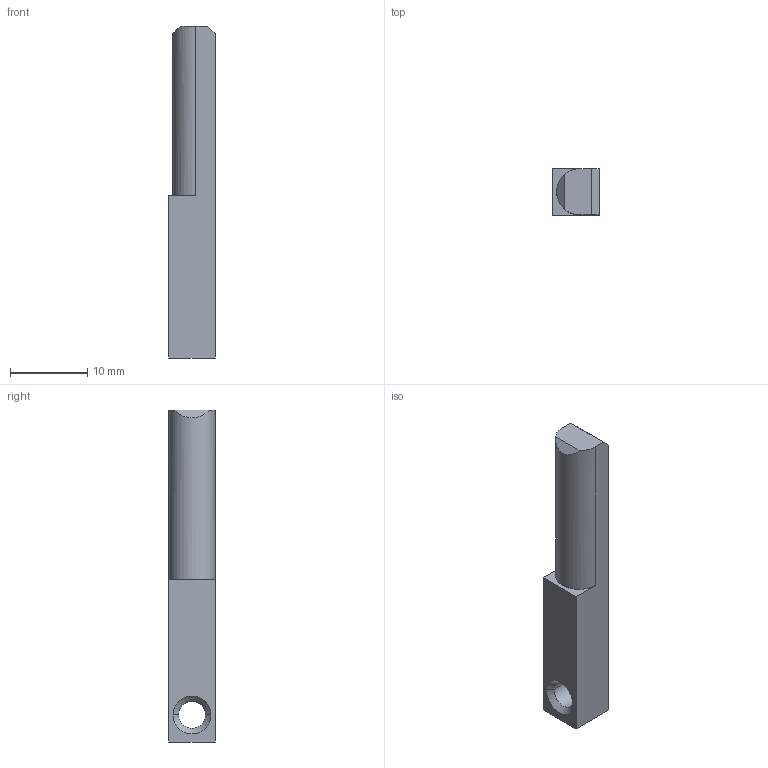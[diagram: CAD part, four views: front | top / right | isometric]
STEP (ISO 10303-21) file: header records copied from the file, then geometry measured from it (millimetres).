
FILE_DESCRIPTION(('CATIA V5 STEP Exchange'),'2;1');
FILE_NAME('Spring guide stoper.stp','2020-08-11T07:31:38+00:00',('none'),('none'),'CATIA Version 5 Release 19 GA (IN-10)','CATIA V5 STEP AP203','none');
FILE_SCHEMA(('CONFIG_CONTROL_DESIGN'));
Length unit declared in the file: millimetre
Products named in the file (1): Spring guide  stoper
Bounding box: 6 x 6 x 43 mm (x, y, z)
Volume: 1312.6 mm3; surface area: 1065.9 mm2
Topology: 1 solids, 1 shells, 18 faces, 45 edges, 28 vertices
Faces by surface type: plane 9, cone 6, cylinder 3
Entity records: 553 total; most frequent: CARTESIAN_POINT 98, ORIENTED_EDGE 86, DIRECTION 73, EDGE_CURVE 43, AXIS2_PLACEMENT_3D 30, VECTOR 28, LINE 28, VERTEX_POINT 28
